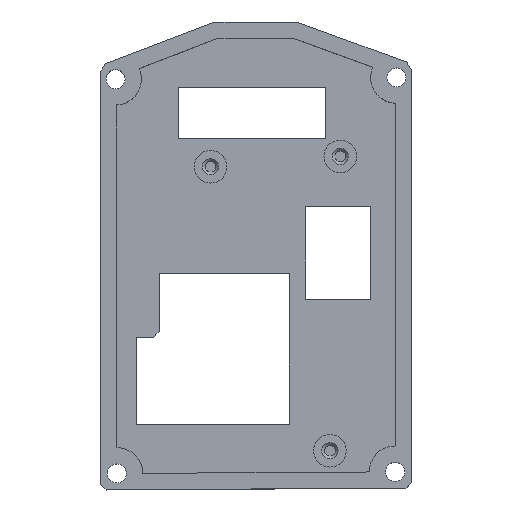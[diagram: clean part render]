
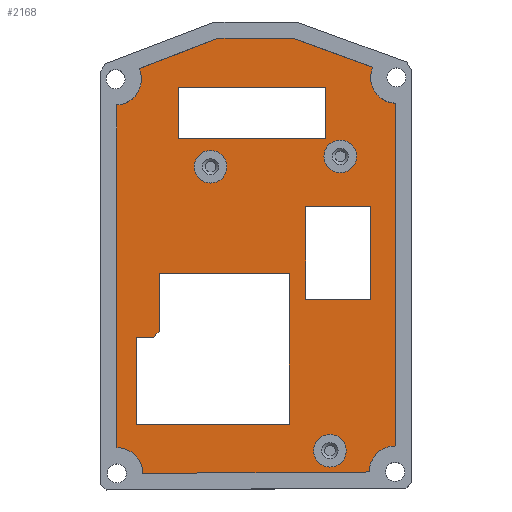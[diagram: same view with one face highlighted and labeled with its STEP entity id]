
A CAD part, top view. The second image highlights one B-rep face of the part: STEP entity #2168.
In plain terms, the highlighted planar face has unit normal (0, 0, 1).
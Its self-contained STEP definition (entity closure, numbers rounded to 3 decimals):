
#52=FACE_BOUND('',#397,.T.);
#53=FACE_BOUND('',#398,.T.);
#54=FACE_BOUND('',#399,.T.);
#55=FACE_BOUND('',#400,.T.);
#56=FACE_BOUND('',#401,.T.);
#57=FACE_BOUND('',#402,.T.);
#123=CIRCLE('',#2317,4.75);
#124=CIRCLE('',#2320,4.75);
#125=CIRCLE('',#2323,4.75);
#126=CIRCLE('',#2326,4.75);
#127=CIRCLE('',#2340,3.);
#128=CIRCLE('',#2342,3.);
#129=CIRCLE('',#2344,3.);
#245=FACE_OUTER_BOUND('',#396,.T.);
#396=EDGE_LOOP('',(#1933,#1934,#1935,#1936,#1937,#1938,#1939,#1940,#1941,
#1942));
#397=EDGE_LOOP('',(#1943,#1944,#1945,#1946,#1947,#1948,#1949));
#398=EDGE_LOOP('',(#1950));
#399=EDGE_LOOP('',(#1951));
#400=EDGE_LOOP('',(#1952));
#401=EDGE_LOOP('',(#1953,#1954,#1955,#1956));
#402=EDGE_LOOP('',(#1957,#1958,#1959,#1960));
#448=LINE('',#3022,#692);
#468=LINE('',#3062,#712);
#470=LINE('',#3066,#714);
#610=LINE('',#3425,#854);
#612=LINE('',#3429,#856);
#615=LINE('',#3434,#859);
#618=LINE('',#3442,#862);
#620=LINE('',#3449,#864);
#623=LINE('',#3457,#867);
#626=LINE('',#3465,#870);
#628=LINE('',#3469,#872);
#630=LINE('',#3473,#874);
#632=LINE('',#3476,#876);
#634=LINE('',#3481,#878);
#636=LINE('',#3485,#880);
#638=LINE('',#3489,#882);
#640=LINE('',#3492,#884);
#642=LINE('',#3497,#886);
#644=LINE('',#3500,#888);
#645=LINE('',#3503,#889);
#647=LINE('',#3506,#891);
#692=VECTOR('',#2437,10.);
#712=VECTOR('',#2461,10.);
#714=VECTOR('',#2465,10.);
#854=VECTOR('',#2809,10.);
#856=VECTOR('',#2813,10.);
#859=VECTOR('',#2818,10.);
#862=VECTOR('',#2827,10.);
#864=VECTOR('',#2835,10.);
#867=VECTOR('',#2844,10.);
#870=VECTOR('',#2853,10.);
#872=VECTOR('',#2857,10.);
#874=VECTOR('',#2861,10.);
#876=VECTOR('',#2865,10.);
#878=VECTOR('',#2869,10.);
#880=VECTOR('',#2873,10.);
#882=VECTOR('',#2877,10.);
#884=VECTOR('',#2881,10.);
#886=VECTOR('',#2885,10.);
#888=VECTOR('',#2889,10.);
#889=VECTOR('',#2892,10.);
#891=VECTOR('',#2896,10.);
#928=VERTEX_POINT('',#3019);
#929=VERTEX_POINT('',#3021);
#947=VERTEX_POINT('',#3061);
#948=VERTEX_POINT('',#3065);
#1064=VERTEX_POINT('',#3422);
#1065=VERTEX_POINT('',#3424);
#1066=VERTEX_POINT('',#3428);
#1067=VERTEX_POINT('',#3432);
#1068=VERTEX_POINT('',#3436);
#1069=VERTEX_POINT('',#3440);
#1070=VERTEX_POINT('',#3444);
#1071=VERTEX_POINT('',#3448);
#1072=VERTEX_POINT('',#3452);
#1073=VERTEX_POINT('',#3456);
#1074=VERTEX_POINT('',#3462);
#1075=VERTEX_POINT('',#3464);
#1076=VERTEX_POINT('',#3468);
#1077=VERTEX_POINT('',#3472);
#1078=VERTEX_POINT('',#3478);
#1079=VERTEX_POINT('',#3480);
#1080=VERTEX_POINT('',#3484);
#1081=VERTEX_POINT('',#3488);
#1082=VERTEX_POINT('',#3494);
#1083=VERTEX_POINT('',#3496);
#1084=VERTEX_POINT('',#3502);
#1085=VERTEX_POINT('',#3508);
#1086=VERTEX_POINT('',#3512);
#1087=VERTEX_POINT('',#3516);
#1135=EDGE_CURVE('',#928,#929,#448,.T.);
#1155=EDGE_CURVE('',#947,#929,#468,.T.);
#1157=EDGE_CURVE('',#948,#947,#470,.T.);
#1333=EDGE_CURVE('',#1064,#1065,#610,.F.);
#1335=EDGE_CURVE('',#1065,#1066,#612,.F.);
#1338=EDGE_CURVE('',#1066,#1067,#615,.F.);
#1340=EDGE_CURVE('',#1067,#1068,#123,.T.);
#1342=EDGE_CURVE('',#1068,#1069,#618,.F.);
#1344=EDGE_CURVE('',#1069,#1070,#124,.T.);
#1345=EDGE_CURVE('',#1070,#1071,#620,.F.);
#1348=EDGE_CURVE('',#1071,#1072,#125,.T.);
#1349=EDGE_CURVE('',#1072,#1073,#623,.F.);
#1351=EDGE_CURVE('',#1073,#1064,#126,.T.);
#1353=EDGE_CURVE('',#1075,#1074,#626,.T.);
#1355=EDGE_CURVE('',#1076,#1075,#628,.T.);
#1357=EDGE_CURVE('',#1077,#1076,#630,.T.);
#1359=EDGE_CURVE('',#1074,#1077,#632,.T.);
#1361=EDGE_CURVE('',#1079,#1078,#634,.T.);
#1363=EDGE_CURVE('',#1080,#1079,#636,.T.);
#1365=EDGE_CURVE('',#1081,#1080,#638,.T.);
#1367=EDGE_CURVE('',#1078,#1081,#640,.T.);
#1369=EDGE_CURVE('',#1083,#1082,#642,.T.);
#1371=EDGE_CURVE('',#928,#1083,#644,.T.);
#1372=EDGE_CURVE('',#1084,#948,#645,.T.);
#1374=EDGE_CURVE('',#1082,#1084,#647,.T.);
#1376=EDGE_CURVE('',#1085,#1085,#127,.T.);
#1378=EDGE_CURVE('',#1086,#1086,#128,.T.);
#1379=EDGE_CURVE('',#1087,#1087,#129,.T.);
#1933=ORIENTED_EDGE('',*,*,#1351,.F.);
#1934=ORIENTED_EDGE('',*,*,#1349,.F.);
#1935=ORIENTED_EDGE('',*,*,#1348,.F.);
#1936=ORIENTED_EDGE('',*,*,#1345,.F.);
#1937=ORIENTED_EDGE('',*,*,#1344,.F.);
#1938=ORIENTED_EDGE('',*,*,#1342,.F.);
#1939=ORIENTED_EDGE('',*,*,#1340,.F.);
#1940=ORIENTED_EDGE('',*,*,#1338,.F.);
#1941=ORIENTED_EDGE('',*,*,#1335,.F.);
#1942=ORIENTED_EDGE('',*,*,#1333,.F.);
#1943=ORIENTED_EDGE('',*,*,#1135,.F.);
#1944=ORIENTED_EDGE('',*,*,#1371,.T.);
#1945=ORIENTED_EDGE('',*,*,#1369,.T.);
#1946=ORIENTED_EDGE('',*,*,#1374,.T.);
#1947=ORIENTED_EDGE('',*,*,#1372,.T.);
#1948=ORIENTED_EDGE('',*,*,#1157,.T.);
#1949=ORIENTED_EDGE('',*,*,#1155,.T.);
#1950=ORIENTED_EDGE('',*,*,#1378,.T.);
#1951=ORIENTED_EDGE('',*,*,#1376,.T.);
#1952=ORIENTED_EDGE('',*,*,#1379,.T.);
#1953=ORIENTED_EDGE('',*,*,#1367,.T.);
#1954=ORIENTED_EDGE('',*,*,#1365,.T.);
#1955=ORIENTED_EDGE('',*,*,#1363,.T.);
#1956=ORIENTED_EDGE('',*,*,#1361,.T.);
#1957=ORIENTED_EDGE('',*,*,#1359,.T.);
#1958=ORIENTED_EDGE('',*,*,#1357,.T.);
#1959=ORIENTED_EDGE('',*,*,#1355,.T.);
#1960=ORIENTED_EDGE('',*,*,#1353,.T.);
#2056=PLANE('',#2343);
#2168=ADVANCED_FACE('',(#245,#52,#53,#54,#55,#56,#57),#2056,.F.);
#2317=AXIS2_PLACEMENT_3D('',#3438,#2822,#2823);
#2320=AXIS2_PLACEMENT_3D('',#3446,#2831,#2832);
#2323=AXIS2_PLACEMENT_3D('',#3454,#2840,#2841);
#2326=AXIS2_PLACEMENT_3D('',#3460,#2848,#2849);
#2340=AXIS2_PLACEMENT_3D('',#3510,#2900,#2901);
#2342=AXIS2_PLACEMENT_3D('',#3514,#2905,#2906);
#2343=AXIS2_PLACEMENT_3D('',#3515,#2907,#2908);
#2344=AXIS2_PLACEMENT_3D('',#3517,#2909,#2910);
#2437=DIRECTION('',(-0.707,-0.707,0.));
#2461=DIRECTION('',(1.,0.,0.));
#2465=DIRECTION('',(0.,1.,0.));
#2809=DIRECTION('',(-0.934,-0.357,0.));
#2813=DIRECTION('',(-1.,0.,0.));
#2818=DIRECTION('',(-0.94,0.342,0.));
#2822=DIRECTION('center_axis',(0.,0.,1.));
#2823=DIRECTION('ref_axis',(-1.,0.,0.));
#2827=DIRECTION('',(0.,1.,0.));
#2831=DIRECTION('center_axis',(0.,0.,1.));
#2832=DIRECTION('ref_axis',(-1.,0.,0.));
#2835=DIRECTION('',(1.,0.006,0.));
#2840=DIRECTION('center_axis',(0.,0.,1.));
#2841=DIRECTION('ref_axis',(-1.,0.,0.));
#2844=DIRECTION('',(0.,-1.,0.));
#2848=DIRECTION('center_axis',(0.,0.,1.));
#2849=DIRECTION('ref_axis',(-1.,0.,0.));
#2853=DIRECTION('',(0.,1.,0.));
#2857=DIRECTION('',(-1.,0.,0.));
#2861=DIRECTION('',(0.,-1.,0.));
#2865=DIRECTION('',(1.,0.,0.));
#2869=DIRECTION('',(0.,1.,0.));
#2873=DIRECTION('',(-1.,0.,0.));
#2877=DIRECTION('',(0.,-1.,0.));
#2881=DIRECTION('',(1.,0.,0.));
#2885=DIRECTION('',(1.,0.,0.));
#2889=DIRECTION('',(0.,1.,0.));
#2892=DIRECTION('',(-1.,0.,0.));
#2896=DIRECTION('',(0.,-1.,0.));
#2900=DIRECTION('center_axis',(0.,0.,-1.));
#2901=DIRECTION('ref_axis',(-1.,0.,0.));
#2905=DIRECTION('center_axis',(0.,0.,-1.));
#2906=DIRECTION('ref_axis',(-1.,0.,0.));
#2907=DIRECTION('center_axis',(0.,0.,-1.));
#2908=DIRECTION('ref_axis',(-1.,0.,0.));
#2909=DIRECTION('center_axis',(0.,0.,-1.));
#2910=DIRECTION('ref_axis',(-1.,0.,0.));
#3019=CARTESIAN_POINT('',(-18.94,-7.999,16.));
#3021=CARTESIAN_POINT('',(-19.94,-8.999,16.));
#3022=CARTESIAN_POINT('',(-11.259,-0.317,16.));
#3061=CARTESIAN_POINT('',(-23.171,-8.999,16.));
#3062=CARTESIAN_POINT('',(-12.149,-8.999,16.));
#3065=CARTESIAN_POINT('',(-23.171,-25.,16.));
#3066=CARTESIAN_POINT('',(-23.171,-9.543,16.));
#3422=CARTESIAN_POINT('',(-22.627,40.391,16.));
#3424=CARTESIAN_POINT('',(-8.125,45.928,16.));
#3425=CARTESIAN_POINT('',(-11.481,44.647,16.));
#3428=CARTESIAN_POINT('',(5.792,45.928,16.));
#3429=CARTESIAN_POINT('',(2.597,45.928,16.));
#3432=CARTESIAN_POINT('',(20.341,40.632,16.));
#3434=CARTESIAN_POINT('',(19.479,40.946,16.));
#3436=CARTESIAN_POINT('',(24.443,33.986,16.));
#3438=CARTESIAN_POINT('Origin',(24.693,38.729,16.));
#3440=CARTESIAN_POINT('',(24.443,-29.028,16.));
#3442=CARTESIAN_POINT('',(24.443,-15.423,16.));
#3444=CARTESIAN_POINT('',(19.693,-33.806,16.));
#3446=CARTESIAN_POINT('Origin',(24.443,-33.778,16.));
#3448=CARTESIAN_POINT('',(-21.949,-34.052,16.));
#3449=CARTESIAN_POINT('',(-15.304,-34.013,16.));
#3452=CARTESIAN_POINT('',(-26.699,-29.331,16.));
#3454=CARTESIAN_POINT('Origin',(-26.699,-34.081,16.));
#3456=CARTESIAN_POINT('',(-26.699,33.676,16.));
#3457=CARTESIAN_POINT('',(-26.699,23.408,16.));
#3460=CARTESIAN_POINT('Origin',(-26.949,38.419,16.));
#3462=CARTESIAN_POINT('',(-15.376,36.919,16.));
#3464=CARTESIAN_POINT('',(-15.376,27.475,16.));
#3465=CARTESIAN_POINT('',(-15.376,16.695,16.));
#3468=CARTESIAN_POINT('',(11.698,27.475,16.));
#3469=CARTESIAN_POINT('',(5.285,27.475,16.));
#3472=CARTESIAN_POINT('',(11.698,36.919,16.));
#3473=CARTESIAN_POINT('',(11.698,21.417,16.));
#3476=CARTESIAN_POINT('',(-8.252,36.919,16.));
#3478=CARTESIAN_POINT('',(7.995,15.,16.));
#3480=CARTESIAN_POINT('',(7.995,-2.027,16.));
#3481=CARTESIAN_POINT('',(7.995,1.944,16.));
#3484=CARTESIAN_POINT('',(20.,-2.027,16.));
#3485=CARTESIAN_POINT('',(9.436,-2.027,16.));
#3488=CARTESIAN_POINT('',(20.,15.,16.));
#3489=CARTESIAN_POINT('',(20.,10.457,16.));
#3492=CARTESIAN_POINT('',(3.433,15.,16.));
#3494=CARTESIAN_POINT('',(5.,2.673,16.));
#3496=CARTESIAN_POINT('',(-18.94,2.673,16.));
#3497=CARTESIAN_POINT('',(-10.034,2.673,16.));
#3500=CARTESIAN_POINT('',(-18.94,-9.543,16.));
#3502=CARTESIAN_POINT('',(5.,-25.,16.));
#3503=CARTESIAN_POINT('',(-10.034,-25.,16.));
#3506=CARTESIAN_POINT('',(5.,4.294,16.));
#3508=CARTESIAN_POINT('',(-6.485,22.328,16.));
#3510=CARTESIAN_POINT('Origin',(-9.485,22.328,16.));
#3512=CARTESIAN_POINT('',(17.373,24.236,16.));
#3514=CARTESIAN_POINT('Origin',(14.373,24.236,16.));
#3515=CARTESIAN_POINT('Origin',(-1.128,5.915,16.));
#3516=CARTESIAN_POINT('',(15.465,-29.888,16.));
#3517=CARTESIAN_POINT('Origin',(12.465,-29.888,16.));
